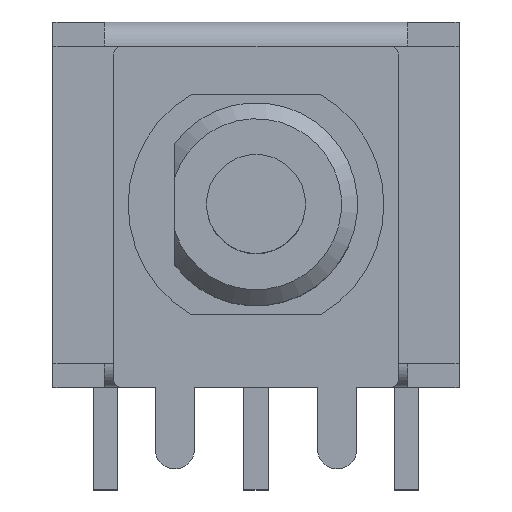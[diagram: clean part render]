
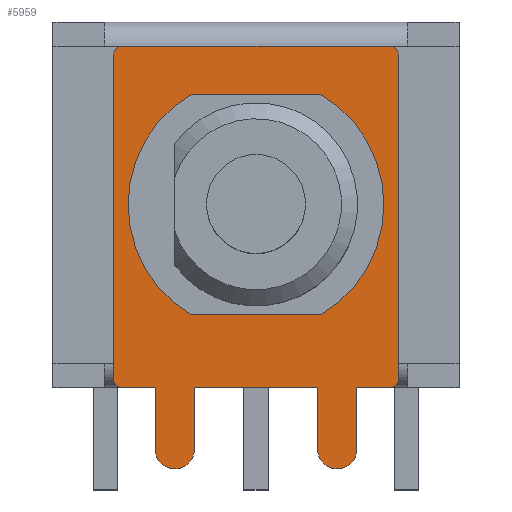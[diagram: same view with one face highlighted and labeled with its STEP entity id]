
A CAD part, top view. The second image highlights one B-rep face of the part: STEP entity #5959.
In plain terms, the highlighted planar face has unit normal (0, 0, 1).
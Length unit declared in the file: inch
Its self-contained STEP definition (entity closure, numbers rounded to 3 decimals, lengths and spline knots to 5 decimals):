
#5782=CARTESIAN_POINT('',(0.19272,-0.35142,0.36339));
#5783=DIRECTION('',(0.0,0.0,-1.0));
#5784=DIRECTION('',(-1.0,0.0,0.0));
#5785=AXIS2_PLACEMENT_3D('',#5782,#5783,#5784);
#5786=PLANE('',#5785);
#5787=CARTESIAN_POINT('',(-0.1752,0.18524,0.36339));
#5788=VERTEX_POINT('',#5787);
#5789=CARTESIAN_POINT('',(-0.16535,0.19508,0.36339));
#5790=VERTEX_POINT('',#5789);
#5791=CARTESIAN_POINT('',(-0.16535,0.18524,0.36339));
#5792=DIRECTION('',(0.0,0.0,-1.0));
#5793=DIRECTION('',(-0.707,0.707,0.0));
#5794=AXIS2_PLACEMENT_3D('',#5791,#5792,#5793);
#5795=CIRCLE('',#5794,0.00984);
#5796=EDGE_CURVE('',#5788,#5790,#5795,.T.);
#5797=ORIENTED_EDGE('',*,*,#5796,.F.);
#5798=CARTESIAN_POINT('',(-0.1752,-0.21516,0.36339));
#5799=VERTEX_POINT('',#5798);
#5800=CARTESIAN_POINT('',(-0.1752,-0.21516,0.36339));
#5801=DIRECTION('',(0.0,1.0,0.0));
#5802=VECTOR('',#5801,0.40039);
#5803=LINE('',#5800,#5802);
#5804=EDGE_CURVE('',#5799,#5788,#5803,.T.);
#5805=ORIENTED_EDGE('',*,*,#5804,.F.);
#5806=CARTESIAN_POINT('',(-0.16535,-0.225,0.36339));
#5807=VERTEX_POINT('',#5806);
#5808=CARTESIAN_POINT('',(-0.16535,-0.21516,0.36339));
#5809=DIRECTION('',(0.0,0.0,-1.0));
#5810=DIRECTION('',(-0.707,-0.707,0.0));
#5811=AXIS2_PLACEMENT_3D('',#5808,#5809,#5810);
#5812=CIRCLE('',#5811,0.00984);
#5813=EDGE_CURVE('',#5807,#5799,#5812,.T.);
#5814=ORIENTED_EDGE('',*,*,#5813,.F.);
#5815=CARTESIAN_POINT('',(-0.12402,-0.225,0.36339));
#5816=VERTEX_POINT('',#5815);
#5817=CARTESIAN_POINT('',(-0.12402,-0.225,0.36339));
#5818=DIRECTION('',(-1.0,0.0,0.0));
#5819=VECTOR('',#5818,0.04134);
#5820=LINE('',#5817,#5819);
#5821=EDGE_CURVE('',#5816,#5807,#5820,.T.);
#5822=ORIENTED_EDGE('',*,*,#5821,.F.);
#5823=CARTESIAN_POINT('',(-0.12402,-0.30138,0.36339));
#5824=VERTEX_POINT('',#5823);
#5825=CARTESIAN_POINT('',(-0.12402,-0.30138,0.36339));
#5826=DIRECTION('',(0.,1.,0.0));
#5827=VECTOR('',#5826,0.07638);
#5828=LINE('',#5825,#5827);
#5829=EDGE_CURVE('',#5824,#5816,#5828,.T.);
#5830=ORIENTED_EDGE('',*,*,#5829,.F.);
#5831=CARTESIAN_POINT('',(-0.07598,-0.30138,0.36339));
#5832=VERTEX_POINT('',#5831);
#5833=CARTESIAN_POINT('',(-0.1,-0.30138,0.36339));
#5834=DIRECTION('',(0.0,0.0,-1.0));
#5835=DIRECTION('',(1.0,0.,0.0));
#5836=AXIS2_PLACEMENT_3D('',#5833,#5834,#5835);
#5837=CIRCLE('',#5836,0.02402);
#5838=EDGE_CURVE('',#5832,#5824,#5837,.T.);
#5839=ORIENTED_EDGE('',*,*,#5838,.F.);
#5840=CARTESIAN_POINT('',(-0.07598,-0.225,0.36339));
#5841=VERTEX_POINT('',#5840);
#5842=CARTESIAN_POINT('',(-0.07598,-0.225,0.36339));
#5843=DIRECTION('',(0.,-1.,0.0));
#5844=VECTOR('',#5843,0.07638);
#5845=LINE('',#5842,#5844);
#5846=EDGE_CURVE('',#5841,#5832,#5845,.T.);
#5847=ORIENTED_EDGE('',*,*,#5846,.F.);
#5848=CARTESIAN_POINT('',(0.07598,-0.225,0.36339));
#5849=VERTEX_POINT('',#5848);
#5850=CARTESIAN_POINT('',(0.07598,-0.225,0.36339));
#5851=DIRECTION('',(-1.0,0.0,0.0));
#5852=VECTOR('',#5851,0.15197);
#5853=LINE('',#5850,#5852);
#5854=EDGE_CURVE('',#5849,#5841,#5853,.T.);
#5855=ORIENTED_EDGE('',*,*,#5854,.F.);
#5856=CARTESIAN_POINT('',(0.07598,-0.30138,0.36339));
#5857=VERTEX_POINT('',#5856);
#5858=CARTESIAN_POINT('',(0.07598,-0.30138,0.36339));
#5859=DIRECTION('',(0.,1.,0.0));
#5860=VECTOR('',#5859,0.07638);
#5861=LINE('',#5858,#5860);
#5862=EDGE_CURVE('',#5857,#5849,#5861,.T.);
#5863=ORIENTED_EDGE('',*,*,#5862,.F.);
#5864=CARTESIAN_POINT('',(0.12402,-0.30138,0.36339));
#5865=VERTEX_POINT('',#5864);
#5866=CARTESIAN_POINT('',(0.1,-0.30138,0.36339));
#5867=DIRECTION('',(0.0,0.0,-1.0));
#5868=DIRECTION('',(1.,0.,0.0));
#5869=AXIS2_PLACEMENT_3D('',#5866,#5867,#5868);
#5870=CIRCLE('',#5869,0.02402);
#5871=EDGE_CURVE('',#5865,#5857,#5870,.T.);
#5872=ORIENTED_EDGE('',*,*,#5871,.F.);
#5873=CARTESIAN_POINT('',(0.12402,-0.225,0.36339));
#5874=VERTEX_POINT('',#5873);
#5875=CARTESIAN_POINT('',(0.12402,-0.225,0.36339));
#5876=DIRECTION('',(0.,-1.,0.0));
#5877=VECTOR('',#5876,0.07638);
#5878=LINE('',#5875,#5877);
#5879=EDGE_CURVE('',#5874,#5865,#5878,.T.);
#5880=ORIENTED_EDGE('',*,*,#5879,.F.);
#5881=CARTESIAN_POINT('',(0.16535,-0.225,0.36339));
#5882=VERTEX_POINT('',#5881);
#5883=CARTESIAN_POINT('',(0.16535,-0.225,0.36339));
#5884=DIRECTION('',(-1.0,0.0,0.0));
#5885=VECTOR('',#5884,0.04134);
#5886=LINE('',#5883,#5885);
#5887=EDGE_CURVE('',#5882,#5874,#5886,.T.);
#5888=ORIENTED_EDGE('',*,*,#5887,.F.);
#5889=CARTESIAN_POINT('',(0.1752,-0.21516,0.36339));
#5890=VERTEX_POINT('',#5889);
#5891=CARTESIAN_POINT('',(0.16535,-0.21516,0.36339));
#5892=DIRECTION('',(0.0,0.0,-1.0));
#5893=DIRECTION('',(0.707,-0.707,0.0));
#5894=AXIS2_PLACEMENT_3D('',#5891,#5892,#5893);
#5895=CIRCLE('',#5894,0.00984);
#5896=EDGE_CURVE('',#5890,#5882,#5895,.T.);
#5897=ORIENTED_EDGE('',*,*,#5896,.F.);
#5898=CARTESIAN_POINT('',(0.1752,0.18524,0.36339));
#5899=VERTEX_POINT('',#5898);
#5900=CARTESIAN_POINT('',(0.1752,0.18524,0.36339));
#5901=DIRECTION('',(0.0,-1.0,0.0));
#5902=VECTOR('',#5901,0.40039);
#5903=LINE('',#5900,#5902);
#5904=EDGE_CURVE('',#5899,#5890,#5903,.T.);
#5905=ORIENTED_EDGE('',*,*,#5904,.F.);
#5906=CARTESIAN_POINT('',(0.16535,0.19508,0.36339));
#5907=VERTEX_POINT('',#5906);
#5908=CARTESIAN_POINT('',(0.16535,0.18524,0.36339));
#5909=DIRECTION('',(0.0,0.0,-1.0));
#5910=DIRECTION('',(0.707,0.707,0.0));
#5911=AXIS2_PLACEMENT_3D('',#5908,#5909,#5910);
#5912=CIRCLE('',#5911,0.00984);
#5913=EDGE_CURVE('',#5907,#5899,#5912,.T.);
#5914=ORIENTED_EDGE('',*,*,#5913,.F.);
#5915=CARTESIAN_POINT('',(0.16535,0.19508,0.36339));
#5916=DIRECTION('',(-1.0,0.0,0.0));
#5917=VECTOR('',#5916,0.33071);
#5918=LINE('',#5915,#5917);
#5919=EDGE_CURVE('',#5907,#5790,#5918,.T.);
#5920=ORIENTED_EDGE('',*,*,#5919,.T.);
#5921=EDGE_LOOP('',(#5797,#5805,#5814,#5822,#5830,#5839,#5847,#5855,#5863,#5872,#5880,#5888,#5897,#5905,#5914,#5920));
#5922=FACE_OUTER_BOUND('',#5921,.T.);
#5923=CARTESIAN_POINT('',(0.07969,-0.13583,0.36339));
#5924=VERTEX_POINT('',#5923);
#5925=CARTESIAN_POINT('',(-0.07969,-0.13583,0.36339));
#5926=VERTEX_POINT('',#5925);
#5927=CARTESIAN_POINT('',(0.07969,-0.13583,0.36339));
#5928=DIRECTION('',(-1.0,0.0,0.0));
#5929=VECTOR('',#5928,0.15939);
#5930=LINE('',#5927,#5929);
#5931=EDGE_CURVE('',#5924,#5926,#5930,.T.);
#5932=ORIENTED_EDGE('',*,*,#5931,.T.);
#5933=CARTESIAN_POINT('',(-0.07969,0.13583,0.36339));
#5934=VERTEX_POINT('',#5933);
#5935=CARTESIAN_POINT('',(0.,0.,0.36339));
#5936=DIRECTION('',(0.0,0.0,-1.0));
#5937=DIRECTION('',(0.506,-0.862,0.0));
#5938=AXIS2_PLACEMENT_3D('',#5935,#5936,#5937);
#5939=CIRCLE('',#5938,0.15748);
#5940=EDGE_CURVE('',#5926,#5934,#5939,.T.);
#5941=ORIENTED_EDGE('',*,*,#5940,.T.);
#5942=CARTESIAN_POINT('',(0.07969,0.13583,0.36339));
#5943=VERTEX_POINT('',#5942);
#5944=CARTESIAN_POINT('',(-0.07969,0.13583,0.36339));
#5945=DIRECTION('',(1.0,0.0,0.0));
#5946=VECTOR('',#5945,0.15939);
#5947=LINE('',#5944,#5946);
#5948=EDGE_CURVE('',#5934,#5943,#5947,.T.);
#5949=ORIENTED_EDGE('',*,*,#5948,.T.);
#5950=CARTESIAN_POINT('',(0.,0.,0.36339));
#5951=DIRECTION('',(0.0,0.0,-1.0));
#5952=DIRECTION('',(-0.506,0.863,0.0));
#5953=AXIS2_PLACEMENT_3D('',#5950,#5951,#5952);
#5954=CIRCLE('',#5953,0.15748);
#5955=EDGE_CURVE('',#5943,#5924,#5954,.T.);
#5956=ORIENTED_EDGE('',*,*,#5955,.T.);
#5957=EDGE_LOOP('',(#5932,#5941,#5949,#5956));
#5958=FACE_BOUND('',#5957,.T.);
#5959=ADVANCED_FACE('',(#5922,#5958),#5786,.F.);
